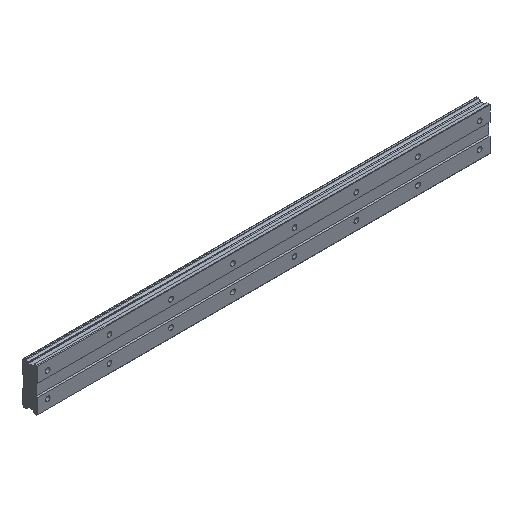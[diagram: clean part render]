
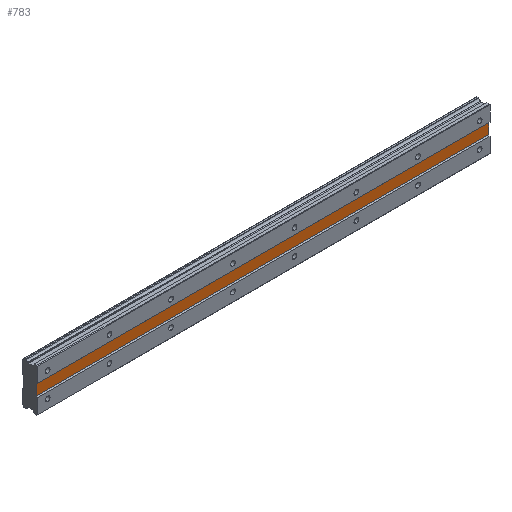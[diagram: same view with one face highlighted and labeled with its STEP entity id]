
A CAD part, isometric view. The second image highlights one B-rep face of the part: STEP entity #783.
In plain terms, the highlighted planar face has unit normal (0, -1, 0).
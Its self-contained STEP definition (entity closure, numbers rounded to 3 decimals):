
#45 = LINE ( 'NONE', #1460, #876 ) ;
#49 = VECTOR ( 'NONE', #3103, 1000. ) ;
#133 = CARTESIAN_POINT ( 'NONE',  ( 430., 1., -5. ) ) ;
#217 = VECTOR ( 'NONE', #394, 1000. ) ;
#394 = DIRECTION ( 'NONE',  ( -1., 0., 0. ) ) ;
#483 = CARTESIAN_POINT ( 'NONE',  ( 430., 1., 5. ) ) ;
#593 = EDGE_CURVE ( 'NONE', #3582, #1461, #45, .T. ) ;
#783 = ADVANCED_FACE ( 'NONE', ( #3611 ), #1642, .F. ) ;
#825 = CARTESIAN_POINT ( 'NONE',  ( -10., 1., -5. ) ) ;
#876 = VECTOR ( 'NONE', #1183, 1000. ) ;
#897 = DIRECTION ( 'NONE',  ( -1., 0., 0. ) ) ;
#907 = EDGE_CURVE ( 'NONE', #2882, #2023, #1426, .T. ) ;
#909 = EDGE_LOOP ( 'NONE', ( #1700, #3464, #2377, #3300 ) ) ;
#1089 = DIRECTION ( 'NONE',  ( 0., 1., 0. ) ) ;
#1158 = CARTESIAN_POINT ( 'NONE',  ( -10., 1., 20.827 ) ) ;
#1183 = DIRECTION ( 'NONE',  ( 0., 0., -1. ) ) ;
#1426 = LINE ( 'NONE', #1158, #49 ) ;
#1460 = CARTESIAN_POINT ( 'NONE',  ( 430., 1., 20.827 ) ) ;
#1461 = VERTEX_POINT ( 'NONE', #133 ) ;
#1642 = PLANE ( 'NONE',  #3259 ) ;
#1700 = ORIENTED_EDGE ( 'NONE', *, *, #3491, .F. ) ;
#1907 = CARTESIAN_POINT ( 'NONE',  ( 430., 1., 5. ) ) ;
#2023 = VERTEX_POINT ( 'NONE', #825 ) ;
#2285 = CARTESIAN_POINT ( 'NONE',  ( 430., 1., -5. ) ) ;
#2377 = ORIENTED_EDGE ( 'NONE', *, *, #3573, .T. ) ;
#2432 = LINE ( 'NONE', #483, #217 ) ;
#2452 = CARTESIAN_POINT ( 'NONE',  ( 430., 1., 5. ) ) ;
#2522 = DIRECTION ( 'NONE',  ( 0., 0., 1. ) ) ;
#2848 = LINE ( 'NONE', #2285, #3533 ) ;
#2882 = VERTEX_POINT ( 'NONE', #2987 ) ;
#2987 = CARTESIAN_POINT ( 'NONE',  ( -10., 1., 5. ) ) ;
#3103 = DIRECTION ( 'NONE',  ( 0., 0., -1. ) ) ;
#3259 = AXIS2_PLACEMENT_3D ( 'NONE', #2452, #1089, #2522 ) ;
#3300 = ORIENTED_EDGE ( 'NONE', *, *, #907, .T. ) ;
#3464 = ORIENTED_EDGE ( 'NONE', *, *, #593, .F. ) ;
#3491 = EDGE_CURVE ( 'NONE', #1461, #2023, #2848, .T. ) ;
#3533 = VECTOR ( 'NONE', #897, 1000. ) ;
#3573 = EDGE_CURVE ( 'NONE', #3582, #2882, #2432, .T. ) ;
#3582 = VERTEX_POINT ( 'NONE', #1907 ) ;
#3611 = FACE_OUTER_BOUND ( 'NONE', #909, .T. ) ;
